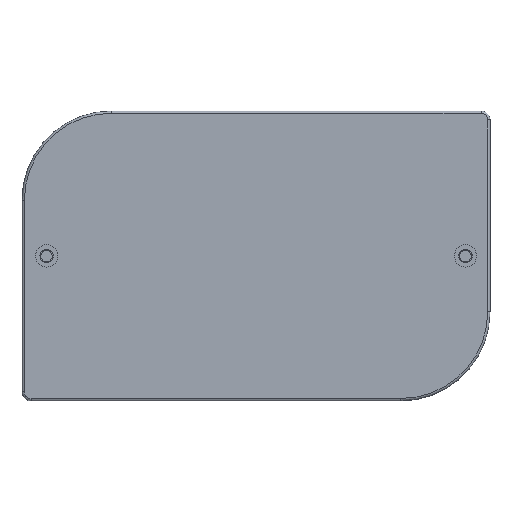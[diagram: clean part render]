
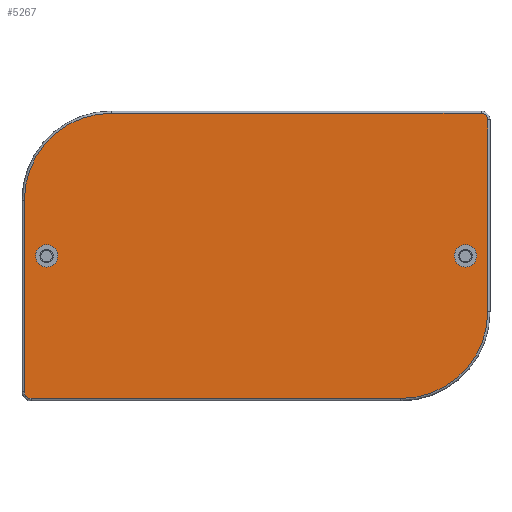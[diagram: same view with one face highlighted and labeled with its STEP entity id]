
A CAD part, top view. The second image highlights one B-rep face of the part: STEP entity #5267.
In plain terms, the highlighted planar face has unit normal (0, 0, 1).
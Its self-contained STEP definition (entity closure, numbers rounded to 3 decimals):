
#112=FACE_BOUND('',#931,.T.);
#113=FACE_BOUND('',#932,.T.);
#290=CIRCLE('',#5669,1.5);
#293=CIRCLE('',#5674,19.5);
#297=CIRCLE('',#5680,1.5);
#301=CIRCLE('',#5686,19.5);
#305=CIRCLE('',#5696,2.5);
#306=CIRCLE('',#5697,2.5);
#580=FACE_OUTER_BOUND('',#930,.T.);
#930=EDGE_LOOP('',(#4750,#4751,#4752,#4753,#4754,#4755,#4756,#4757));
#931=EDGE_LOOP('',(#4758));
#932=EDGE_LOOP('',(#4759));
#1524=LINE('',#8618,#2124);
#1526=LINE('',#8630,#2126);
#1528=LINE('',#8642,#2128);
#1530=LINE('',#8651,#2130);
#2124=VECTOR('',#7008,10.);
#2126=VECTOR('',#7022,10.);
#2128=VECTOR('',#7036,10.);
#2130=VECTOR('',#7048,10.);
#2590=VERTEX_POINT('',#8606);
#2593=VERTEX_POINT('',#8611);
#2595=VERTEX_POINT('',#8616);
#2597=VERTEX_POINT('',#8622);
#2599=VERTEX_POINT('',#8628);
#2601=VERTEX_POINT('',#8634);
#2603=VERTEX_POINT('',#8640);
#2605=VERTEX_POINT('',#8646);
#2611=VERTEX_POINT('',#8672);
#2612=VERTEX_POINT('',#8674);
#3301=EDGE_CURVE('',#2593,#2590,#290,.T.);
#3303=EDGE_CURVE('',#2595,#2593,#1524,.T.);
#3306=EDGE_CURVE('',#2597,#2595,#293,.T.);
#3309=EDGE_CURVE('',#2599,#2597,#1526,.T.);
#3312=EDGE_CURVE('',#2601,#2599,#297,.T.);
#3315=EDGE_CURVE('',#2603,#2601,#1528,.T.);
#3318=EDGE_CURVE('',#2605,#2603,#301,.T.);
#3320=EDGE_CURVE('',#2590,#2605,#1530,.T.);
#3331=EDGE_CURVE('',#2611,#2611,#305,.T.);
#3332=EDGE_CURVE('',#2612,#2612,#306,.T.);
#4750=ORIENTED_EDGE('',*,*,#3301,.F.);
#4751=ORIENTED_EDGE('',*,*,#3303,.F.);
#4752=ORIENTED_EDGE('',*,*,#3306,.F.);
#4753=ORIENTED_EDGE('',*,*,#3309,.F.);
#4754=ORIENTED_EDGE('',*,*,#3312,.F.);
#4755=ORIENTED_EDGE('',*,*,#3315,.F.);
#4756=ORIENTED_EDGE('',*,*,#3318,.F.);
#4757=ORIENTED_EDGE('',*,*,#3320,.F.);
#4758=ORIENTED_EDGE('',*,*,#3331,.T.);
#4759=ORIENTED_EDGE('',*,*,#3332,.T.);
#5000=PLANE('',#5695);
#5267=ADVANCED_FACE('',(#580,#112,#113),#5000,.T.);
#5669=AXIS2_PLACEMENT_3D('',#8613,#7002,#7003);
#5674=AXIS2_PLACEMENT_3D('',#8624,#7014,#7015);
#5680=AXIS2_PLACEMENT_3D('',#8636,#7028,#7029);
#5686=AXIS2_PLACEMENT_3D('',#8648,#7042,#7043);
#5695=AXIS2_PLACEMENT_3D('',#8671,#7069,#7070);
#5696=AXIS2_PLACEMENT_3D('',#8673,#7071,#7072);
#5697=AXIS2_PLACEMENT_3D('',#8675,#7073,#7074);
#7002=DIRECTION('center_axis',(0.,0.,-1.));
#7003=DIRECTION('ref_axis',(0.707,0.707,0.));
#7008=DIRECTION('',(1.,0.,0.));
#7014=DIRECTION('center_axis',(0.,0.,-1.));
#7015=DIRECTION('ref_axis',(-0.707,0.707,0.));
#7022=DIRECTION('',(0.,1.,0.));
#7028=DIRECTION('center_axis',(0.,0.,-1.));
#7029=DIRECTION('ref_axis',(-0.707,-0.707,0.));
#7036=DIRECTION('',(-1.,0.,0.));
#7042=DIRECTION('center_axis',(0.,0.,-1.));
#7043=DIRECTION('ref_axis',(0.707,-0.707,0.));
#7048=DIRECTION('',(0.,-1.,0.));
#7069=DIRECTION('center_axis',(0.,0.,1.));
#7070=DIRECTION('ref_axis',(-1.,0.,0.));
#7071=DIRECTION('center_axis',(0.,0.,-1.));
#7072=DIRECTION('ref_axis',(-1.,0.,0.));
#7073=DIRECTION('center_axis',(0.,0.,-1.));
#7074=DIRECTION('ref_axis',(-1.,0.,0.));
#8606=CARTESIAN_POINT('',(92.021,56.323,21.674));
#8611=CARTESIAN_POINT('',(90.521,57.823,21.674));
#8613=CARTESIAN_POINT('Origin',(90.521,56.323,21.674));
#8616=CARTESIAN_POINT('',(7.521,57.823,21.674));
#8618=CARTESIAN_POINT('',(65.271,57.823,21.674));
#8622=CARTESIAN_POINT('',(-11.979,38.323,21.674));
#8624=CARTESIAN_POINT('Origin',(7.521,38.323,21.674));
#8628=CARTESIAN_POINT('',(-11.979,-4.677,21.674));
#8630=CARTESIAN_POINT('',(-11.979,32.073,21.674));
#8634=CARTESIAN_POINT('',(-10.479,-6.177,21.674));
#8636=CARTESIAN_POINT('Origin',(-10.479,-4.677,21.674));
#8640=CARTESIAN_POINT('',(72.521,-6.177,21.674));
#8642=CARTESIAN_POINT('',(14.771,-6.177,21.674));
#8646=CARTESIAN_POINT('',(92.021,13.323,21.674));
#8648=CARTESIAN_POINT('Origin',(72.521,13.323,21.674));
#8651=CARTESIAN_POINT('',(92.021,19.573,21.674));
#8671=CARTESIAN_POINT('Origin',(40.021,25.823,21.674));
#8672=CARTESIAN_POINT('',(-4.479,25.823,21.674));
#8673=CARTESIAN_POINT('Origin',(-6.979,25.823,21.674));
#8674=CARTESIAN_POINT('',(89.521,25.823,21.674));
#8675=CARTESIAN_POINT('Origin',(87.021,25.823,21.674));
